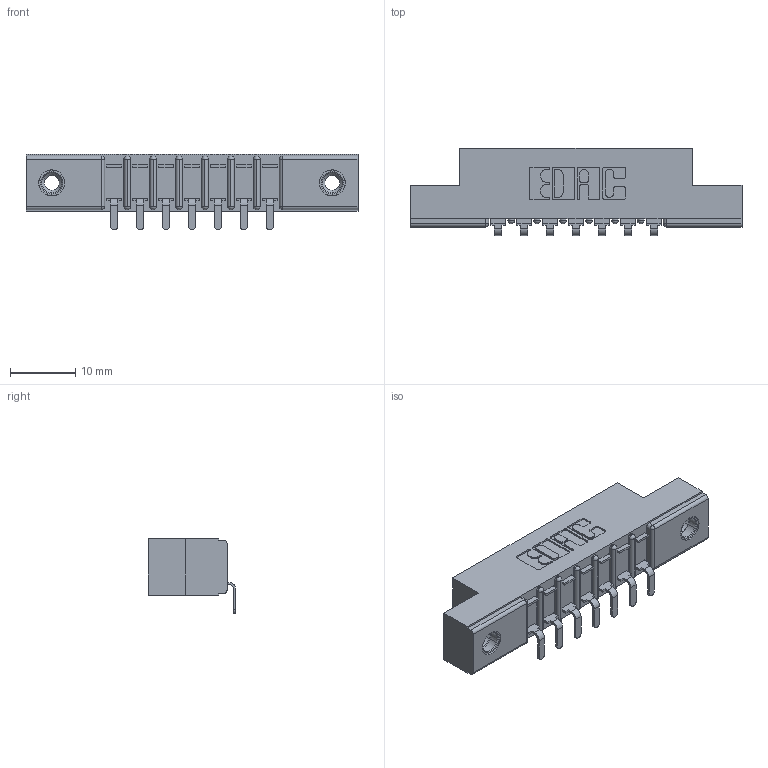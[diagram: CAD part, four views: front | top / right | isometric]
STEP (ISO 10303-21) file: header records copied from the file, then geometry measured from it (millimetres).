
FILE_DESCRIPTION (( 'STEP AP203' ), '1' );
FILE_NAME ('357-007-553-108.STEP', '2018-08-07T00:13:14', ( '' ), ( '' ), 'SwSTEP 2.0', 'SolidWorks 2016', '' );
FILE_SCHEMA (( 'CONFIG_CONTROL_DESIGN' ));
Length unit declared in the file: inch
Products named in the file (4): 307 Part_.156 Dia Mounting Holes; 307-290-002_553; 345-250-001_345-250-003-102; 357-007-553-108
Assembly tree (10 placements, depth 2):
  357-007-553-108
    307 Part_.156 Dia Mounting Holes
    307-290-002_553  x7
    345-250-001_345-250-003-102  x2
Bounding box: 50.75 x 13.32 x 11.51 mm (x, y, z)
Volume: 3336 mm3; surface area: 5254.3 mm2
Topology: 10 solids, 10 shells, 732 faces, 2167 edges, 1414 vertices
Faces by surface type: plane 431, cylinder 269, sphere 16, cone 12, torus 4
Entity records: 12355 total; most frequent: CARTESIAN_POINT 2059, ORIENTED_EDGE 2042, DIRECTION 2027, EDGE_CURVE 1021, VECTOR 763, LINE 763, VERTEX_POINT 664, AXIS2_PLACEMENT_3D 632
